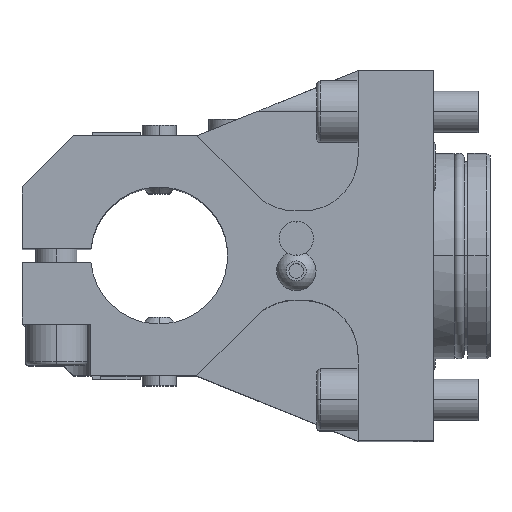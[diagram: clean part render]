
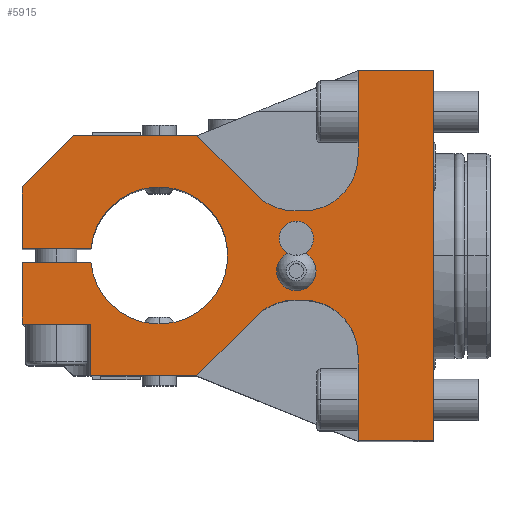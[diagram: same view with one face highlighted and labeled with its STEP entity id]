
A CAD part, top view. The second image highlights one B-rep face of the part: STEP entity #5915.
In plain terms, the highlighted planar face has unit normal (0, 0, 1).
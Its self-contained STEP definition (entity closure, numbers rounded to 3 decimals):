
#502=DIRECTION('',(0.707,-0.707,0.));
#503=VECTOR('',#502,24.485);
#504=CARTESIAN_POINT('',(-69.,35.,102.));
#505=LINE('',#504,#503);
#506=CARTESIAN_POINT('',(-40.373,29.,102.));
#507=DIRECTION('',(0.,0.,1.));
#508=DIRECTION('',(-0.707,-0.707,0.));
#509=AXIS2_PLACEMENT_3D('',#506,#507,#508);
#511=DIRECTION('',(1.,0.,0.));
#512=VECTOR('',#511,2.373);
#513=CARTESIAN_POINT('',(-40.373,13.,102.));
#514=LINE('',#513,#512);
#515=CARTESIAN_POINT('',(-38.,29.,102.));
#516=DIRECTION('',(0.,0.,1.));
#517=DIRECTION('',(0.,-1.,0.));
#518=AXIS2_PLACEMENT_3D('',#515,#516,#517);
#520=DIRECTION('',(0.,-1.,0.));
#521=VECTOR('',#520,25.);
#522=CARTESIAN_POINT('',(-22.,54.,102.));
#523=LINE('',#522,#521);
#524=DIRECTION('',(-1.,0.,0.));
#525=VECTOR('',#524,22.);
#526=CARTESIAN_POINT('',(0.,54.,102.));
#527=LINE('',#526,#525);
#528=DIRECTION('',(0.,1.,0.));
#529=VECTOR('',#528,108.);
#530=CARTESIAN_POINT('',(0.,-54.,102.));
#531=LINE('',#530,#529);
#532=DIRECTION('',(1.,0.,0.));
#533=VECTOR('',#532,22.);
#534=CARTESIAN_POINT('',(-22.,-54.,102.));
#535=LINE('',#534,#533);
#536=DIRECTION('',(0.,1.,0.));
#537=VECTOR('',#536,25.);
#538=CARTESIAN_POINT('',(-22.,-54.,102.));
#539=LINE('',#538,#537);
#540=CARTESIAN_POINT('',(-38.,-29.,102.));
#541=DIRECTION('',(0.,0.,1.));
#542=DIRECTION('',(1.,0.,0.));
#543=AXIS2_PLACEMENT_3D('',#540,#541,#542);
#545=DIRECTION('',(-1.,0.,0.));
#546=VECTOR('',#545,2.373);
#547=CARTESIAN_POINT('',(-38.,-13.,102.));
#548=LINE('',#547,#546);
#549=CARTESIAN_POINT('',(-40.373,-29.,102.));
#550=DIRECTION('',(0.,0.,1.));
#551=DIRECTION('',(0.,1.,0.));
#552=AXIS2_PLACEMENT_3D('',#549,#550,#551);
#554=DIRECTION('',(-0.707,-0.707,0.));
#555=VECTOR('',#554,24.485);
#556=CARTESIAN_POINT('',(-51.686,-17.686,102.));
#557=LINE('',#556,#555);
#558=DIRECTION('',(1.,0.,0.));
#559=VECTOR('',#558,31.);
#560=CARTESIAN_POINT('',(-100.,-35.,102.));
#561=LINE('',#560,#559);
#562=DIRECTION('',(0.,-1.,0.));
#563=VECTOR('',#562,15.);
#564=CARTESIAN_POINT('',(-100.,-20.,102.));
#565=LINE('',#564,#563);
#566=DIRECTION('',(1.,0.,0.));
#567=VECTOR('',#566,20.);
#568=CARTESIAN_POINT('',(-120.,-20.,102.));
#569=LINE('',#568,#567);
#570=DIRECTION('',(0.,-1.,0.));
#571=VECTOR('',#570,18.);
#572=CARTESIAN_POINT('',(-120.,-2.,102.));
#573=LINE('',#572,#571);
#574=DIRECTION('',(1.,0.,0.));
#575=VECTOR('',#574,20.1);
#576=CARTESIAN_POINT('',(-120.,-2.,102.));
#577=LINE('',#576,#575);
#578=CARTESIAN_POINT('',(-80.,0.,102.));
#579=DIRECTION('',(0.,0.,1.));
#580=DIRECTION('',(-0.995,-0.1,0.));
#581=AXIS2_PLACEMENT_3D('',#578,#579,#580);
#583=DIRECTION('',(1.,0.,0.));
#584=VECTOR('',#583,20.1);
#585=CARTESIAN_POINT('',(-120.,2.,102.));
#586=LINE('',#585,#584);
#587=DIRECTION('',(0.,-1.,0.));
#588=VECTOR('',#587,18.);
#589=CARTESIAN_POINT('',(-120.,20.,102.));
#590=LINE('',#589,#588);
#591=DIRECTION('',(-0.707,-0.707,0.));
#592=VECTOR('',#591,21.213);
#593=CARTESIAN_POINT('',(-105.,35.,102.));
#594=LINE('',#593,#592);
#595=DIRECTION('',(-1.,0.,0.));
#596=VECTOR('',#595,36.);
#597=CARTESIAN_POINT('',(-69.,35.,102.));
#598=LINE('',#597,#596);
#599=CARTESIAN_POINT('',(-40.,-4.5,102.));
#600=DIRECTION('',(0.,0.,1.));
#601=DIRECTION('',(0.,1.,0.));
#602=AXIS2_PLACEMENT_3D('',#599,#600,#601);
#604=CARTESIAN_POINT('',(-40.,-4.5,102.));
#605=DIRECTION('',(0.,0.,1.));
#606=DIRECTION('',(0.,-1.,0.));
#607=AXIS2_PLACEMENT_3D('',#604,#605,#606);
#609=CARTESIAN_POINT('',(-40.,5.,102.));
#610=DIRECTION('',(0.,0.,-1.));
#611=DIRECTION('',(0.,1.,0.));
#612=AXIS2_PLACEMENT_3D('',#609,#610,#611);
#614=CARTESIAN_POINT('',(-40.,5.,102.));
#615=DIRECTION('',(0.,0.,-1.));
#616=DIRECTION('',(0.,-1.,0.));
#617=AXIS2_PLACEMENT_3D('',#614,#615,#616);
#4389=CARTESIAN_POINT('',(0.,-54.,102.));
#4390=CARTESIAN_POINT('',(0.,54.,102.));
#4391=VERTEX_POINT('',#4389);
#4392=VERTEX_POINT('',#4390);
#4393=CARTESIAN_POINT('',(-105.,35.,102.));
#4394=CARTESIAN_POINT('',(-120.,20.,102.));
#4395=VERTEX_POINT('',#4393);
#4396=VERTEX_POINT('',#4394);
#4397=CARTESIAN_POINT('',(-120.,-2.,102.));
#4398=CARTESIAN_POINT('',(-99.9,-2.,102.));
#4399=VERTEX_POINT('',#4397);
#4400=VERTEX_POINT('',#4398);
#4401=CARTESIAN_POINT('',(-99.9,2.,102.));
#4402=VERTEX_POINT('',#4401);
#4403=CARTESIAN_POINT('',(-120.,2.,102.));
#4404=VERTEX_POINT('',#4403);
#4456=CARTESIAN_POINT('',(-120.,-20.,102.));
#4457=VERTEX_POINT('',#4456);
#4470=CARTESIAN_POINT('',(-69.,35.,102.));
#4471=CARTESIAN_POINT('',(-51.686,17.686,102.));
#4472=VERTEX_POINT('',#4470);
#4473=VERTEX_POINT('',#4471);
#4474=CARTESIAN_POINT('',(-22.,-54.,102.));
#4475=CARTESIAN_POINT('',(-22.,-29.,102.));
#4476=VERTEX_POINT('',#4474);
#4477=VERTEX_POINT('',#4475);
#4478=CARTESIAN_POINT('',(-38.,-13.,102.));
#4479=CARTESIAN_POINT('',(-40.373,-13.,102.));
#4480=VERTEX_POINT('',#4478);
#4481=VERTEX_POINT('',#4479);
#4482=CARTESIAN_POINT('',(-51.686,-17.686,102.));
#4483=CARTESIAN_POINT('',(-69.,-35.,102.));
#4484=VERTEX_POINT('',#4482);
#4485=VERTEX_POINT('',#4483);
#4498=CARTESIAN_POINT('',(-100.,-35.,102.));
#4499=VERTEX_POINT('',#4498);
#4506=CARTESIAN_POINT('',(-40.373,13.,102.));
#4507=VERTEX_POINT('',#4506);
#4508=CARTESIAN_POINT('',(-38.,13.,102.));
#4509=CARTESIAN_POINT('',(-22.,29.,102.));
#4510=VERTEX_POINT('',#4508);
#4511=VERTEX_POINT('',#4509);
#4554=CARTESIAN_POINT('',(-100.,-20.,102.));
#4555=VERTEX_POINT('',#4554);
#4564=CARTESIAN_POINT('',(-22.,54.,102.));
#4565=VERTEX_POINT('',#4564);
#5071=CARTESIAN_POINT('',(-40.,1.254,102.));
#5072=CARTESIAN_POINT('',(-40.,-10.254,102.));
#5073=VERTEX_POINT('',#5071);
#5074=VERTEX_POINT('',#5072);
#5091=CARTESIAN_POINT('',(-40.,7.5,102.));
#5092=CARTESIAN_POINT('',(-40.,2.5,102.));
#5093=VERTEX_POINT('',#5091);
#5094=VERTEX_POINT('',#5092);
#5853=CARTESIAN_POINT('',(0.,0.,102.));
#5854=DIRECTION('',(0.,0.,1.));
#5855=DIRECTION('',(0.,1.,0.));
#5856=AXIS2_PLACEMENT_3D('',#5853,#5854,#5855);
#5857=PLANE('',#5856);
#5859=ORIENTED_EDGE('',*,*,#5858,.T.);
#5861=ORIENTED_EDGE('',*,*,#5860,.T.);
#5863=ORIENTED_EDGE('',*,*,#5862,.T.);
#5865=ORIENTED_EDGE('',*,*,#5864,.T.);
#5866=ORIENTED_EDGE('',*,*,#5836,.F.);
#5867=ORIENTED_EDGE('',*,*,#5825,.F.);
#5869=ORIENTED_EDGE('',*,*,#5868,.F.);
#5871=ORIENTED_EDGE('',*,*,#5870,.F.);
#5873=ORIENTED_EDGE('',*,*,#5872,.T.);
#5875=ORIENTED_EDGE('',*,*,#5874,.T.);
#5877=ORIENTED_EDGE('',*,*,#5876,.T.);
#5879=ORIENTED_EDGE('',*,*,#5878,.T.);
#5881=ORIENTED_EDGE('',*,*,#5880,.T.);
#5882=ORIENTED_EDGE('',*,*,#5551,.F.);
#5884=ORIENTED_EDGE('',*,*,#5883,.F.);
#5886=ORIENTED_EDGE('',*,*,#5885,.F.);
#5888=ORIENTED_EDGE('',*,*,#5887,.F.);
#5890=ORIENTED_EDGE('',*,*,#5889,.T.);
#5892=ORIENTED_EDGE('',*,*,#5891,.T.);
#5894=ORIENTED_EDGE('',*,*,#5893,.F.);
#5896=ORIENTED_EDGE('',*,*,#5895,.F.);
#5898=ORIENTED_EDGE('',*,*,#5897,.F.);
#5900=ORIENTED_EDGE('',*,*,#5899,.F.);
#5901=EDGE_LOOP('',(#5859,#5861,#5863,#5865,#5866,#5867,#5869,#5871,#5873,#5875,
#5877,#5879,#5881,#5882,#5884,#5886,#5888,#5890,#5892,#5894,#5896,#5898,#5900));
#5902=FACE_OUTER_BOUND('',#5901,.F.);
#5904=ORIENTED_EDGE('',*,*,#5903,.T.);
#5906=ORIENTED_EDGE('',*,*,#5905,.T.);
#5907=EDGE_LOOP('',(#5904,#5906));
#5908=FACE_BOUND('',#5907,.F.);
#5910=ORIENTED_EDGE('',*,*,#5909,.F.);
#5912=ORIENTED_EDGE('',*,*,#5911,.F.);
#5913=EDGE_LOOP('',(#5910,#5912));
#5914=FACE_BOUND('',#5913,.F.);
#5915=ADVANCED_FACE('',(#5902,#5908,#5914),#5857,.T.);
#510=CIRCLE('',#509,16.);
#519=CIRCLE('',#518,16.);
#544=CIRCLE('',#543,16.);
#553=CIRCLE('',#552,16.);
#582=CIRCLE('',#581,20.);
#603=CIRCLE('',#602,5.754);
#608=CIRCLE('',#607,5.754);
#613=CIRCLE('',#612,2.5);
#618=CIRCLE('',#617,2.5);
#5551=EDGE_CURVE('',#4499,#4485,#561,.T.);
#5825=EDGE_CURVE('',#4392,#4565,#527,.T.);
#5836=EDGE_CURVE('',#4565,#4511,#523,.T.);
#5858=EDGE_CURVE('',#4472,#4473,#505,.T.);
#5860=EDGE_CURVE('',#4473,#4507,#510,.T.);
#5862=EDGE_CURVE('',#4507,#4510,#514,.T.);
#5864=EDGE_CURVE('',#4510,#4511,#519,.T.);
#5868=EDGE_CURVE('',#4391,#4392,#531,.T.);
#5870=EDGE_CURVE('',#4476,#4391,#535,.T.);
#5872=EDGE_CURVE('',#4476,#4477,#539,.T.);
#5874=EDGE_CURVE('',#4477,#4480,#544,.T.);
#5876=EDGE_CURVE('',#4480,#4481,#548,.T.);
#5878=EDGE_CURVE('',#4481,#4484,#553,.T.);
#5880=EDGE_CURVE('',#4484,#4485,#557,.T.);
#5883=EDGE_CURVE('',#4555,#4499,#565,.T.);
#5885=EDGE_CURVE('',#4457,#4555,#569,.T.);
#5887=EDGE_CURVE('',#4399,#4457,#573,.T.);
#5889=EDGE_CURVE('',#4399,#4400,#577,.T.);
#5891=EDGE_CURVE('',#4400,#4402,#582,.T.);
#5893=EDGE_CURVE('',#4404,#4402,#586,.T.);
#5895=EDGE_CURVE('',#4396,#4404,#590,.T.);
#5897=EDGE_CURVE('',#4395,#4396,#594,.T.);
#5899=EDGE_CURVE('',#4472,#4395,#598,.T.);
#5903=EDGE_CURVE('',#5073,#5074,#603,.T.);
#5905=EDGE_CURVE('',#5074,#5073,#608,.T.);
#5909=EDGE_CURVE('',#5093,#5094,#613,.T.);
#5911=EDGE_CURVE('',#5094,#5093,#618,.T.);
